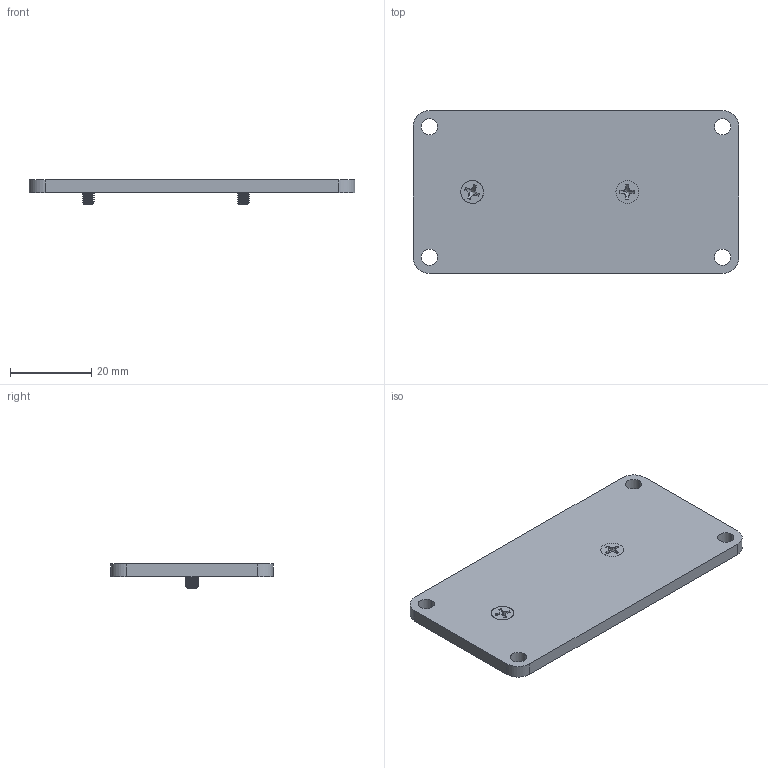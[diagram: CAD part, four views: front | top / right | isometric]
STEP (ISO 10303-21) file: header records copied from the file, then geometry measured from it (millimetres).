
FILE_DESCRIPTION (( 'STEP AP203' ), '1' );
FILE_NAME ('1224-0016-0004 assembly.STEP', '2018-07-30T21:46:00', ( '' ), ( '' ), 'SwSTEP 2.0', 'SolidWorks 2016', '' );
FILE_SCHEMA (( 'CONFIG_CONTROL_DESIGN' ));
Length unit declared in the file: millimetre
Products named in the file (3): 1224-0016-0004; 1224-0016-0004 Screw_91420A118; 1224-0016-0004 assembly
Assembly tree (3 placements, depth 2):
  1224-0016-0004 assembly
    1224-0016-0004
    1224-0016-0004 Screw_91420A118  x2
Bounding box: 80 x 40 x 6 mm (x, y, z)
Volume: 9974.7 mm3; surface area: 7450.3 mm2
Topology: 3 solids, 3 shells, 166 faces, 464 edges, 302 vertices
Faces by surface type: cylinder 86, plane 42, cone 34, bspline 4
Entity records: 4467 total; most frequent: CARTESIAN_POINT 1884, ORIENTED_EDGE 528, DIRECTION 424, EDGE_CURVE 264, VERTEX_POINT 173, AXIS2_PLACEMENT_3D 160, EDGE_LOOP 109, LINE 104
